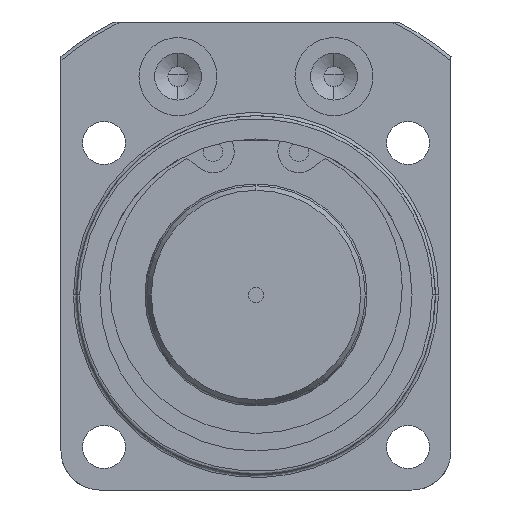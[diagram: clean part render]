
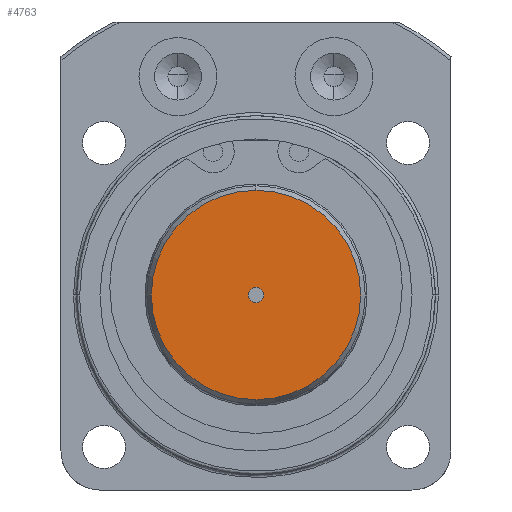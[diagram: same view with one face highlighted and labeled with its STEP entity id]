
A CAD part, front view. The second image highlights one B-rep face of the part: STEP entity #4763.
In plain terms, the highlighted planar face has unit normal (0, -1, 0).
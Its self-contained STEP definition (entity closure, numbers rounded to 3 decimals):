
#685 = CIRCLE ( 'NONE', #14100, 1. ) ;
#904 = VERTEX_POINT ( 'NONE', #7140 ) ;
#906 = VERTEX_POINT ( 'NONE', #7106 ) ;
#907 = VERTEX_POINT ( 'NONE', #7094 ) ;
#915 = VERTEX_POINT ( 'NONE', #7169 ) ;
#1046 = CIRCLE ( 'NONE', #14126, 13.423 ) ;
#1326 = EDGE_CURVE ( 'NONE', #915, #907, #685, .T. ) ;
#1366 = EDGE_CURVE ( 'NONE', #906, #904, #1046, .T. ) ;
#1389 = EDGE_CURVE ( 'NONE', #907, #915, #9952, .T. ) ;
#3832 = AXIS2_PLACEMENT_3D ( 'NONE', #7724, #7725, #7726 ) ;
#4763 = ADVANCED_FACE ( 'NONE', ( #10141, #10151 ), #8953, .F. ) ;
#5581 = EDGE_CURVE ( 'NONE', #904, #906, #12883, .T. ) ;
#7094 = CARTESIAN_POINT ( 'NONE',  ( 0., -43.5, -1. ) ) ;
#7106 = CARTESIAN_POINT ( 'NONE',  ( 0., -43.5, -13.423 ) ) ;
#7140 = CARTESIAN_POINT ( 'NONE',  ( 0., -43.5, 13.423 ) ) ;
#7169 = CARTESIAN_POINT ( 'NONE',  ( 0., -43.5, 1. ) ) ;
#7724 = CARTESIAN_POINT ( 'NONE',  ( 0., -43.5, 0. ) ) ;
#7725 = DIRECTION ( 'NONE',  ( 0., 1., 0. ) ) ;
#7726 = DIRECTION ( 'NONE',  ( 0., 0., 1. ) ) ;
#8947 = DIRECTION ( 'NONE',  ( 0., 0., 1. ) ) ;
#8948 = DIRECTION ( 'NONE',  ( 0., 1., 0. ) ) ;
#8953 = PLANE ( 'NONE',  #14281 ) ;
#8954 = CARTESIAN_POINT ( 'NONE',  ( -13.423, -43.5, 0. ) ) ;
#9952 = CIRCLE ( 'NONE', #14143, 1. ) ;
#10141 = FACE_OUTER_BOUND ( 'NONE', #13911, .T. ) ;
#10151 = FACE_BOUND ( 'NONE', #13680, .T. ) ;
#11515 = ORIENTED_EDGE ( 'NONE', *, *, #1389, .F. ) ;
#11517 = ORIENTED_EDGE ( 'NONE', *, *, #1326, .F. ) ;
#11518 = ORIENTED_EDGE ( 'NONE', *, *, #1366, .F. ) ;
#11519 = ORIENTED_EDGE ( 'NONE', *, *, #5581, .F. ) ;
#12407 = DIRECTION ( 'NONE',  ( 0., 0., 1. ) ) ;
#12408 = DIRECTION ( 'NONE',  ( 0., -1., 0. ) ) ;
#12409 = CARTESIAN_POINT ( 'NONE',  ( 0., -43.5, 0. ) ) ;
#12544 = DIRECTION ( 'NONE',  ( 0., 0., 1. ) ) ;
#12546 = DIRECTION ( 'NONE',  ( 0., 1., 0. ) ) ;
#12548 = CARTESIAN_POINT ( 'NONE',  ( 0., -43.5, 0. ) ) ;
#12813 = DIRECTION ( 'NONE',  ( 0., 0., 1. ) ) ;
#12815 = DIRECTION ( 'NONE',  ( 0., -1., 0. ) ) ;
#12818 = CARTESIAN_POINT ( 'NONE',  ( 0., -43.5, 0. ) ) ;
#12883 = CIRCLE ( 'NONE', #3832, 13.423 ) ;
#13680 = EDGE_LOOP ( 'NONE', ( #11517, #11515 ) ) ;
#13911 = EDGE_LOOP ( 'NONE', ( #11519, #11518 ) ) ;
#14100 = AXIS2_PLACEMENT_3D ( 'NONE', #12818, #12815, #12813 ) ;
#14126 = AXIS2_PLACEMENT_3D ( 'NONE', #12548, #12546, #12544 ) ;
#14143 = AXIS2_PLACEMENT_3D ( 'NONE', #12409, #12408, #12407 ) ;
#14281 = AXIS2_PLACEMENT_3D ( 'NONE', #8954, #8948, #8947 ) ;
